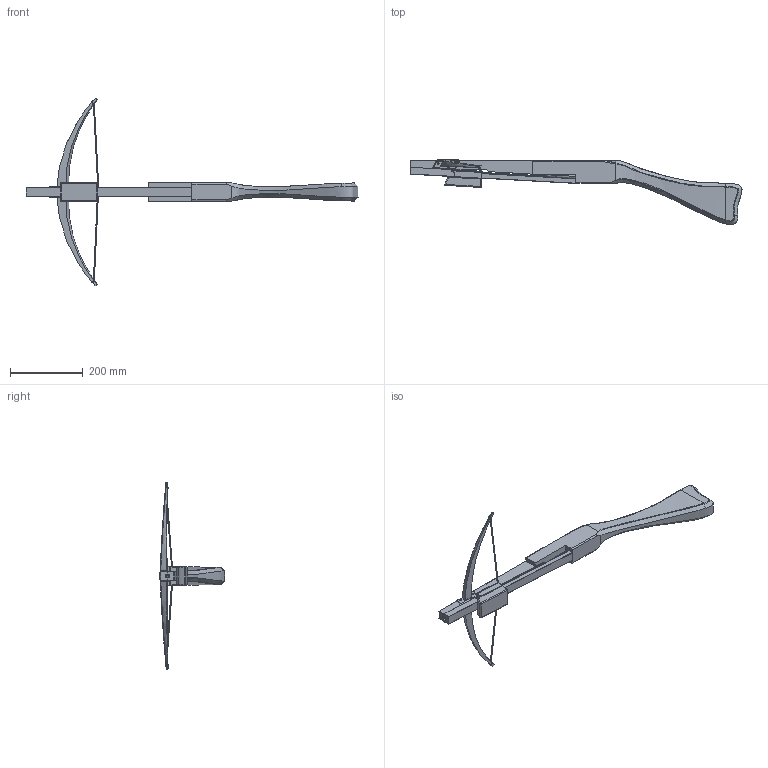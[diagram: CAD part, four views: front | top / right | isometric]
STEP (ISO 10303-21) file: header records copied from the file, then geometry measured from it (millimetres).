
FILE_DESCRIPTION (( 'STEP AP214' ), '1' );
FILE_NAME ('Repeating Crossbow after file.STEP', '2021-11-16T17:53:55', ( 'User' ), ( '' ), 'SwSTEP 2.0', 'SolidWorks 2018', '' );
FILE_SCHEMA (( 'AUTOMOTIVE_DESIGN' ));
Length unit declared in the file: inch
Products named in the file (14): Clamp; Cover; Top Barrel and the Bow Plate; Bow Plate_Right; Bow Plate_Left; Top Barrel; Bow; Pump slide; Quarrel; Stock; Lower Barrel and Runners; Runner; Lower Barrel; Repeating Crossbow after file
Assembly tree (16 placements, depth 3):
  Repeating Crossbow after file
    Lower Barrel and Runners
      Lower Barrel
      Runner  x2
    Stock
    Quarrel  x3
    Pump slide
    Bow
    Top Barrel and the Bow Plate
      Top Barrel
      Bow Plate_Left
      Bow Plate_Right
    Cover
    Clamp
Bounding box: 914.57 x 179.21 x 517.65 mm (x, y, z)
Volume: 2097156 mm3; surface area: 362373.1 mm2
Topology: 37 solids, 37 shells, 824 faces, 2130 edges, 1239 vertices
Faces by surface type: cylinder 273, plane 249, torus 175, bspline 73, cone 28, sphere 26
Entity records: 34789 total; most frequent: CARTESIAN_POINT 15347, DIRECTION 4038, ORIENTED_EDGE 3736, EDGE_CURVE 1868, AXIS2_PLACEMENT_3D 1690, VERTEX_POINT 1175, CIRCLE 960, EDGE_LOOP 813
